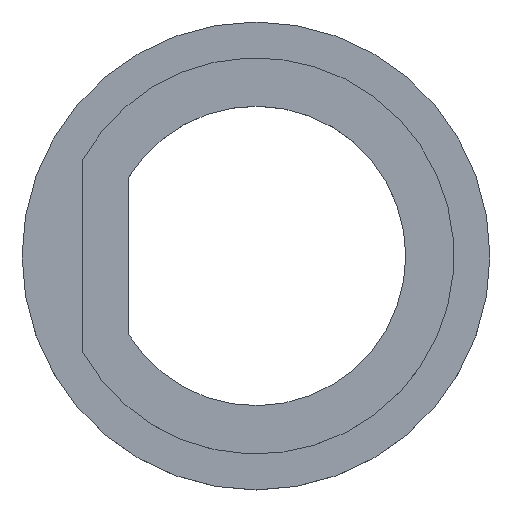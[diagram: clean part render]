
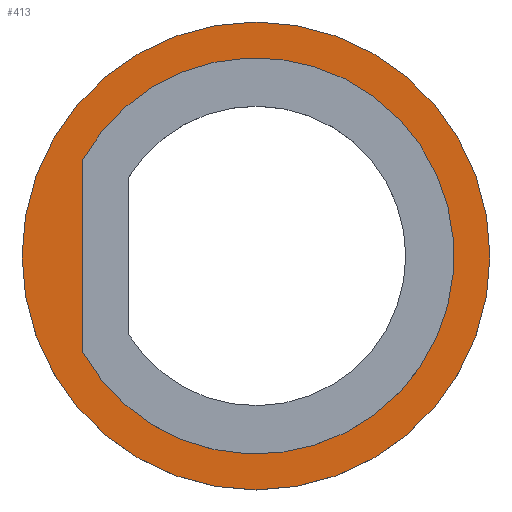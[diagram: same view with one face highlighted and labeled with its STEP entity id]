
A CAD part, top view. The second image highlights one B-rep face of the part: STEP entity #413.
In plain terms, the highlighted planar face has unit normal (0, 0, 1).
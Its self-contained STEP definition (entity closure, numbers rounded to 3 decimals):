
#265=CARTESIAN_POINT('',(0.,0.,0.));
#266=DIRECTION('',(0.,0.,-1.));
#267=DIRECTION('',(-1.,0.,0.));
#268=AXIS2_PLACEMENT_3D('',#265,#266,#267);
#270=CARTESIAN_POINT('',(0.,0.,0.));
#271=DIRECTION('',(0.,0.,-1.));
#272=DIRECTION('',(1.,0.,0.));
#273=AXIS2_PLACEMENT_3D('',#270,#271,#272);
#279=CARTESIAN_POINT('',(0.,0.,0.));
#280=DIRECTION('',(0.,0.,1.));
#281=DIRECTION('',(-0.874,-0.486,0.));
#282=AXIS2_PLACEMENT_3D('',#279,#280,#281);
#288=DIRECTION('',(0.,-1.,0.));
#289=VECTOR('',#288,6.171);
#290=CARTESIAN_POINT('',(-5.55,3.085,0.));
#291=LINE('',#290,#289);
#304=CARTESIAN_POINT('',(-7.5,0.,0.));
#305=CARTESIAN_POINT('',(7.5,0.,0.));
#306=VERTEX_POINT('',#304);
#307=VERTEX_POINT('',#305);
#316=CARTESIAN_POINT('',(-5.55,-3.085,0.));
#317=CARTESIAN_POINT('',(-5.55,3.085,0.));
#318=VERTEX_POINT('',#316);
#319=VERTEX_POINT('',#317);
#397=CARTESIAN_POINT('',(0.,0.,0.));
#398=DIRECTION('',(0.,0.,-1.));
#399=DIRECTION('',(-1.,0.,0.));
#400=AXIS2_PLACEMENT_3D('',#397,#398,#399);
#401=PLANE('',#400);
#402=ORIENTED_EDGE('',*,*,#387,.T.);
#404=ORIENTED_EDGE('',*,*,#403,.T.);
#405=EDGE_LOOP('',(#402,#404));
#406=FACE_OUTER_BOUND('',#405,.F.);
#408=ORIENTED_EDGE('',*,*,#407,.T.);
#410=ORIENTED_EDGE('',*,*,#409,.T.);
#411=EDGE_LOOP('',(#408,#410));
#412=FACE_BOUND('',#411,.F.);
#269=CIRCLE('',#268,7.5);
#274=CIRCLE('',#273,7.5);
#283=CIRCLE('',#282,6.35);
#387=EDGE_CURVE('',#306,#307,#269,.T.);
#403=EDGE_CURVE('',#307,#306,#274,.T.);
#407=EDGE_CURVE('',#318,#319,#283,.T.);
#409=EDGE_CURVE('',#319,#318,#291,.T.);
#413=ADVANCED_FACE('',(#406,#412),#401,.F.);
